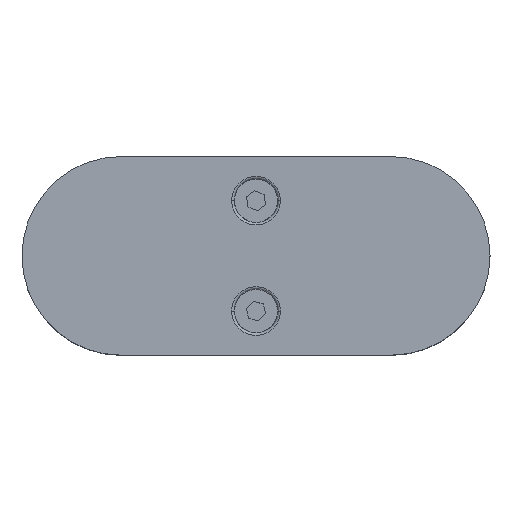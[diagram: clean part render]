
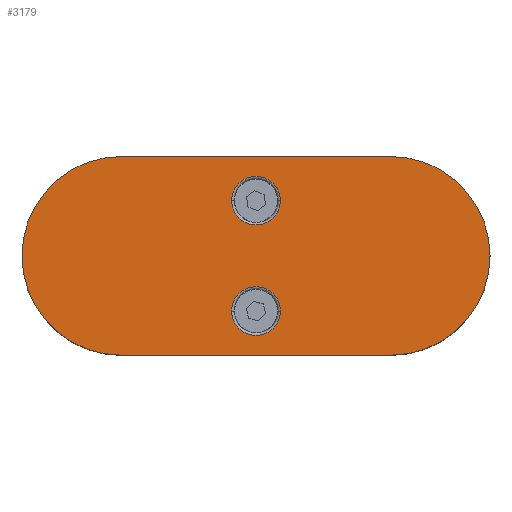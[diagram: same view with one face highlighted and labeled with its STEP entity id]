
A CAD part, top view. The second image highlights one B-rep face of the part: STEP entity #3179.
In plain terms, the highlighted planar face has unit normal (0, 0, 1).
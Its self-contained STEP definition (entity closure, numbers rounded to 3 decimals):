
#13 = CIRCLE ( 'NONE', #76, 5.5 ) ;
#76 = AXIS2_PLACEMENT_3D ( 'NONE', #1733, #1473, #593 ) ;
#95 = DIRECTION ( 'NONE',  ( 0., 0., 1. ) ) ;
#137 = ORIENTED_EDGE ( 'NONE', *, *, #1926, .T. ) ;
#191 = CIRCLE ( 'NONE', #1690, 5.5 ) ;
#251 = DIRECTION ( 'NONE',  ( 1., 0., 0. ) ) ;
#339 = VECTOR ( 'NONE', #1149, 1000. ) ;
#350 = ORIENTED_EDGE ( 'NONE', *, *, #1468, .T. ) ;
#372 = CARTESIAN_POINT ( 'NONE',  ( -53., 0., 15. ) ) ;
#430 = VERTEX_POINT ( 'NONE', #829 ) ;
#445 = CIRCLE ( 'NONE', #624, 22.5 ) ;
#509 = ORIENTED_EDGE ( 'NONE', *, *, #3707, .T. ) ;
#540 = LINE ( 'NONE', #1066, #3374 ) ;
#593 = DIRECTION ( 'NONE',  ( 1., 0., 0. ) ) ;
#624 = AXIS2_PLACEMENT_3D ( 'NONE', #1496, #95, #880 ) ;
#710 = FACE_BOUND ( 'NONE', #1427, .T. ) ;
#776 = DIRECTION ( 'NONE',  ( 1., 0., 0. ) ) ;
#829 = CARTESIAN_POINT ( 'NONE',  ( 5.5, -12.5, 15. ) ) ;
#847 = ORIENTED_EDGE ( 'NONE', *, *, #3387, .T. ) ;
#880 = DIRECTION ( 'NONE',  ( 1., 0., 0. ) ) ;
#890 = CARTESIAN_POINT ( 'NONE',  ( -30.5, 22.5, 15. ) ) ;
#923 = CIRCLE ( 'NONE', #1396, 5.5 ) ;
#925 = AXIS2_PLACEMENT_3D ( 'NONE', #3336, #3266, #1849 ) ;
#985 = EDGE_CURVE ( 'NONE', #2362, #3103, #2856, .T. ) ;
#1020 = FACE_BOUND ( 'NONE', #2640, .T. ) ;
#1028 = CARTESIAN_POINT ( 'NONE',  ( 30.5, 22.5, 15. ) ) ;
#1032 = FACE_OUTER_BOUND ( 'NONE', #3626, .T. ) ;
#1058 = CARTESIAN_POINT ( 'NONE',  ( -30.5, 0., 15. ) ) ;
#1066 = CARTESIAN_POINT ( 'NONE',  ( -30.5, -22.5, 15. ) ) ;
#1125 = CARTESIAN_POINT ( 'NONE',  ( -5.5, -12.5, 15. ) ) ;
#1144 = EDGE_CURVE ( 'NONE', #3103, #3136, #1601, .T. ) ;
#1149 = DIRECTION ( 'NONE',  ( -1., 0., 0. ) ) ;
#1209 = CARTESIAN_POINT ( 'NONE',  ( -30.5, -22.5, 15. ) ) ;
#1324 = CARTESIAN_POINT ( 'NONE',  ( 0., -12.5, 15. ) ) ;
#1396 = AXIS2_PLACEMENT_3D ( 'NONE', #1324, #3265, #1884 ) ;
#1417 = DIRECTION ( 'NONE',  ( 0., 0., 1. ) ) ;
#1427 = EDGE_LOOP ( 'NONE', ( #2455, #350 ) ) ;
#1468 = EDGE_CURVE ( 'NONE', #1671, #3014, #191, .T. ) ;
#1473 = DIRECTION ( 'NONE',  ( 0., 0., -1. ) ) ;
#1496 = CARTESIAN_POINT ( 'NONE',  ( -30.5, 0., 15. ) ) ;
#1502 = VERTEX_POINT ( 'NONE', #2154 ) ;
#1601 = CIRCLE ( 'NONE', #2487, 22.5 ) ;
#1671 = VERTEX_POINT ( 'NONE', #1706 ) ;
#1690 = AXIS2_PLACEMENT_3D ( 'NONE', #2633, #2389, #3275 ) ;
#1706 = CARTESIAN_POINT ( 'NONE',  ( -5.5, 12.5, 15. ) ) ;
#1733 = CARTESIAN_POINT ( 'NONE',  ( 0., 12.5, 15. ) ) ;
#1849 = DIRECTION ( 'NONE',  ( 1., 0., 0. ) ) ;
#1870 = AXIS2_PLACEMENT_3D ( 'NONE', #2773, #2220, #776 ) ;
#1884 = DIRECTION ( 'NONE',  ( 1., 0., 0. ) ) ;
#1926 = EDGE_CURVE ( 'NONE', #430, #2131, #923, .T. ) ;
#1928 = DIRECTION ( 'NONE',  ( 0., 0., 1. ) ) ;
#1993 = ORIENTED_EDGE ( 'NONE', *, *, #1144, .T. ) ;
#2025 = CARTESIAN_POINT ( 'NONE',  ( -30.5, 22.5, 15. ) ) ;
#2091 = ORIENTED_EDGE ( 'NONE', *, *, #3427, .T. ) ;
#2131 = VERTEX_POINT ( 'NONE', #1125 ) ;
#2154 = CARTESIAN_POINT ( 'NONE',  ( 30.5, -22.5, 15. ) ) ;
#2173 = PLANE ( 'NONE',  #925 ) ;
#2181 = CARTESIAN_POINT ( 'NONE',  ( 5.5, 12.5, 15. ) ) ;
#2199 = DIRECTION ( 'NONE',  ( 1., 0., 0. ) ) ;
#2218 = CARTESIAN_POINT ( 'NONE',  ( 30.5, 0., 15. ) ) ;
#2220 = DIRECTION ( 'NONE',  ( 0., 0., -1. ) ) ;
#2348 = AXIS2_PLACEMENT_3D ( 'NONE', #2218, #1417, #2556 ) ;
#2362 = VERTEX_POINT ( 'NONE', #1028 ) ;
#2389 = DIRECTION ( 'NONE',  ( 0., 0., -1. ) ) ;
#2455 = ORIENTED_EDGE ( 'NONE', *, *, #2621, .T. ) ;
#2487 = AXIS2_PLACEMENT_3D ( 'NONE', #1058, #1928, #2199 ) ;
#2556 = DIRECTION ( 'NONE',  ( 1., 0., 0. ) ) ;
#2610 = ORIENTED_EDGE ( 'NONE', *, *, #985, .T. ) ;
#2621 = EDGE_CURVE ( 'NONE', #3014, #1671, #13, .T. ) ;
#2633 = CARTESIAN_POINT ( 'NONE',  ( 0., 12.5, 15. ) ) ;
#2640 = EDGE_LOOP ( 'NONE', ( #137, #3409 ) ) ;
#2670 = VERTEX_POINT ( 'NONE', #1209 ) ;
#2773 = CARTESIAN_POINT ( 'NONE',  ( 0., -12.5, 15. ) ) ;
#2856 = LINE ( 'NONE', #890, #339 ) ;
#3014 = VERTEX_POINT ( 'NONE', #2181 ) ;
#3103 = VERTEX_POINT ( 'NONE', #2025 ) ;
#3136 = VERTEX_POINT ( 'NONE', #372 ) ;
#3179 = ADVANCED_FACE ( 'NONE', ( #1020, #710, #1032 ), #2173, .T. ) ;
#3265 = DIRECTION ( 'NONE',  ( 0., 0., -1. ) ) ;
#3266 = DIRECTION ( 'NONE',  ( 0., 0., 1. ) ) ;
#3275 = DIRECTION ( 'NONE',  ( 1., 0., 0. ) ) ;
#3336 = CARTESIAN_POINT ( 'NONE',  ( -30.5, 0., 15. ) ) ;
#3374 = VECTOR ( 'NONE', #251, 1000. ) ;
#3387 = EDGE_CURVE ( 'NONE', #2670, #1502, #540, .T. ) ;
#3409 = ORIENTED_EDGE ( 'NONE', *, *, #3411, .T. ) ;
#3411 = EDGE_CURVE ( 'NONE', #2131, #430, #3563, .T. ) ;
#3427 = EDGE_CURVE ( 'NONE', #3136, #2670, #445, .T. ) ;
#3563 = CIRCLE ( 'NONE', #1870, 5.5 ) ;
#3626 = EDGE_LOOP ( 'NONE', ( #1993, #2091, #847, #509, #2610 ) ) ;
#3672 = CIRCLE ( 'NONE', #2348, 22.5 ) ;
#3707 = EDGE_CURVE ( 'NONE', #1502, #2362, #3672, .T. ) ;
